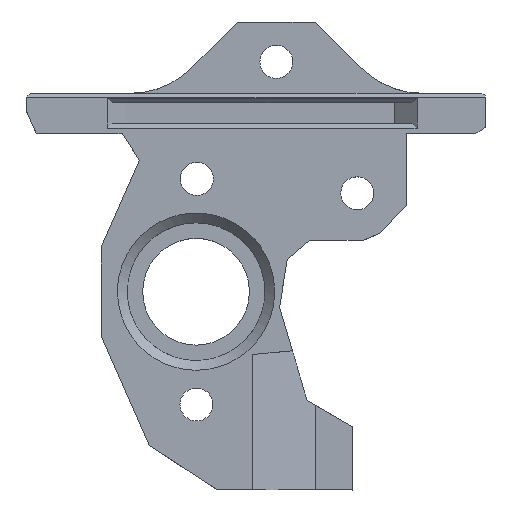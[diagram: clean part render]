
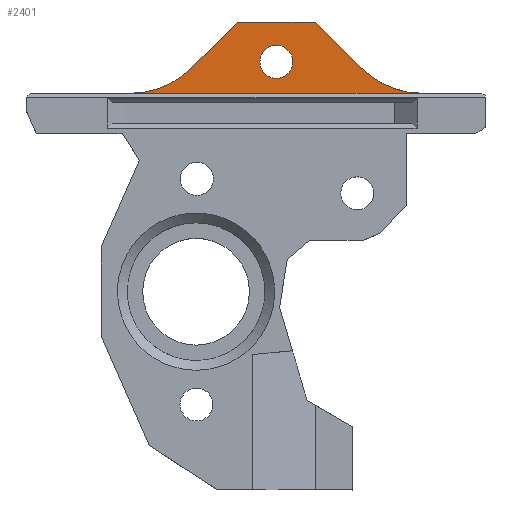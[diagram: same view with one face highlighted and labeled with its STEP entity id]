
A CAD part, top view. The second image highlights one B-rep face of the part: STEP entity #2401.
In plain terms, the highlighted planar face has unit normal (0, 0, 1).
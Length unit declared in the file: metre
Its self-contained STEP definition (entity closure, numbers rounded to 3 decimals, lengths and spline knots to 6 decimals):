
#48=CIRCLE('',#2448,0.0017);
#87=CIRCLE('',#2599,0.009);
#88=CIRCLE('',#2600,0.009);
#690=ORIENTED_EDGE('',*,*,#787,.T.);
#691=ORIENTED_EDGE('',*,*,#1067,.T.);
#692=ORIENTED_EDGE('',*,*,#823,.F.);
#693=ORIENTED_EDGE('',*,*,#1068,.T.);
#694=ORIENTED_EDGE('',*,*,#788,.T.);
#695=ORIENTED_EDGE('',*,*,#782,.F.);
#696=ORIENTED_EDGE('',*,*,#780,.T.);
#780=EDGE_CURVE('',#1097,#1097,#48,.F.);
#782=EDGE_CURVE('',#1098,#1100,#1317,.T.);
#787=EDGE_CURVE('',#1098,#1103,#1322,.F.);
#788=EDGE_CURVE('',#1104,#1100,#1323,.T.);
#823=EDGE_CURVE('',#1138,#1139,#1354,.T.);
#1067=EDGE_CURVE('',#1103,#1139,#87,.F.);
#1068=EDGE_CURVE('',#1138,#1104,#88,.F.);
#1097=VERTEX_POINT('',#3333);
#1098=VERTEX_POINT('',#3336);
#1100=VERTEX_POINT('',#3339);
#1103=VERTEX_POINT('',#3347);
#1104=VERTEX_POINT('',#3351);
#1138=VERTEX_POINT('',#3437);
#1139=VERTEX_POINT('',#3439);
#1317=LINE('',#3338,#1590);
#1322=LINE('',#3348,#1595);
#1323=LINE('',#3350,#1596);
#1354=LINE('',#3438,#1627);
#1590=VECTOR('',#2688,1.);
#1595=VECTOR('',#2695,1.);
#1596=VECTOR('',#2698,1.);
#1627=VECTOR('',#2739,1.);
#1986=EDGE_LOOP('',(#690,#691,#692,#693,#694,#695));
#1987=EDGE_LOOP('',(#696));
#2148=FACE_BOUND('',#1986,.T.);
#2149=FACE_BOUND('',#1987,.T.);
#2271=PLANE('',#2598);
#2401=ADVANCED_FACE('',(#2148,#2149),#2271,.T.);
#2448=AXIS2_PLACEMENT_3D('',#3332,#2683,#2684);
#2598=AXIS2_PLACEMENT_3D('',#4071,#3227,#3228);
#2599=AXIS2_PLACEMENT_3D('',#4072,#3229,#3230);
#2600=AXIS2_PLACEMENT_3D('',#4073,#3231,#3232);
#2683=DIRECTION('',(0.,0.,1.));
#2684=DIRECTION('',(-1.,0.,0.));
#2688=DIRECTION('',(1.,0.,0.));
#2695=DIRECTION('',(0.707,0.707,0.));
#2698=DIRECTION('',(-0.707,0.707,0.));
#2739=DIRECTION('',(-1.,0.,0.));
#3227=DIRECTION('',(0.,0.,1.));
#3228=DIRECTION('',(-1.,0.,0.));
#3229=DIRECTION('',(0.,0.,1.));
#3230=DIRECTION('',(-1.,0.,0.));
#3231=DIRECTION('',(0.,0.,1.));
#3232=DIRECTION('',(-1.,0.,0.));
#3332=CARTESIAN_POINT('',(0.4,0.024318,-0.110258));
#3333=CARTESIAN_POINT('',(0.3983,0.024318,-0.110258));
#3336=CARTESIAN_POINT('',(0.396,0.02842,-0.110258));
#3338=CARTESIAN_POINT('',(0.4,0.02842,-0.110258));
#3339=CARTESIAN_POINT('',(0.404,0.02842,-0.110258));
#3347=CARTESIAN_POINT('',(0.391284,0.023704,-0.110258));
#3348=CARTESIAN_POINT('',(0.396,0.02842,-0.110258));
#3350=CARTESIAN_POINT('',(0.4062,0.02622,-0.110258));
#3351=CARTESIAN_POINT('',(0.408716,0.023704,-0.110258));
#3437=CARTESIAN_POINT('',(0.415079,0.021068,-0.110258));
#3438=CARTESIAN_POINT('',(0.3979,0.021068,-0.110258));
#3439=CARTESIAN_POINT('',(0.384921,0.021068,-0.110258));
#4071=CARTESIAN_POINT('',(0.3979,0.004966,-0.110258));
#4072=CARTESIAN_POINT('',(0.384921,0.030068,-0.110258));
#4073=CARTESIAN_POINT('',(0.415079,0.030068,-0.110258));
